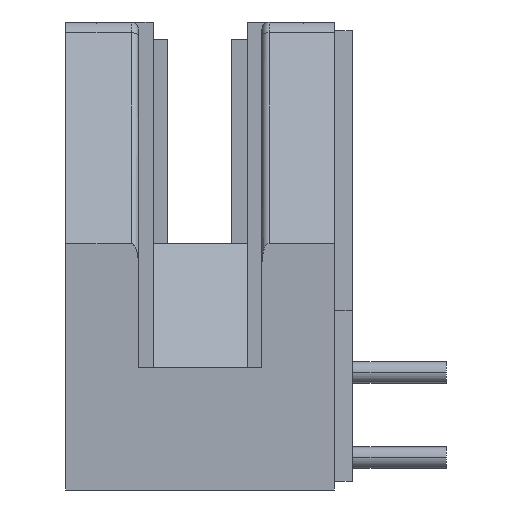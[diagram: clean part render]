
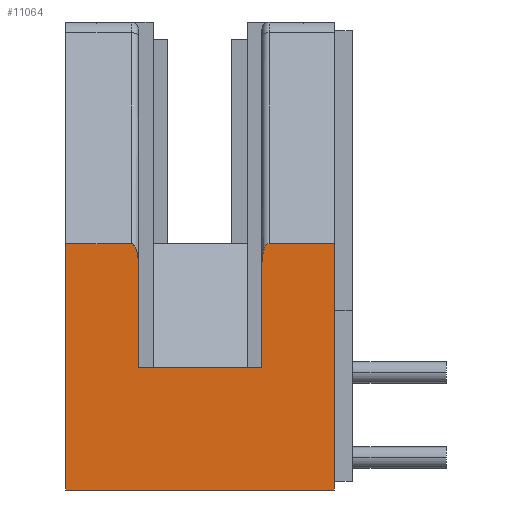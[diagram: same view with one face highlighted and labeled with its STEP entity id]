
A CAD part, left-side view. The second image highlights one B-rep face of the part: STEP entity #11064.
In plain terms, the highlighted planar face has unit normal (-1, 0, 0).
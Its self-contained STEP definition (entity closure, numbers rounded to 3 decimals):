
#203=DIRECTION('',(0.,0.,1.));
#204=VECTOR('',#203,7.341);
#205=CARTESIAN_POINT('',(-31.242,-4.001,-7.341));
#206=LINE('',#205,#204);
#1405=DIRECTION('',(0.,0.,1.));
#1406=VECTOR('',#1405,7.341);
#1407=CARTESIAN_POINT('',(-31.242,4.001,-7.341));
#1408=LINE('',#1407,#1406);
#3513=CARTESIAN_POINT('',(-31.242,1.842,-0.577));
#3514=CARTESIAN_POINT('',(-31.242,1.842,-0.511));
#3515=CARTESIAN_POINT('',(-31.242,1.85,-0.387));
#3516=CARTESIAN_POINT('',(-31.242,1.883,-0.221));
#3517=CARTESIAN_POINT('',(-31.242,1.928,-0.102));
#3518=CARTESIAN_POINT('',(-31.242,1.986,-0.028));
#3519=CARTESIAN_POINT('',(-31.242,2.024,0.));
#3520=CARTESIAN_POINT('',(-31.242,2.057,0.));
#3522=DIRECTION('',(0.,0.,-1.));
#3523=VECTOR('',#3522,3.106);
#3524=CARTESIAN_POINT('',(-31.242,1.842,-0.577));
#3525=LINE('',#3524,#3523);
#3526=DIRECTION('',(0.,1.,0.));
#3527=VECTOR('',#3526,3.683);
#3528=CARTESIAN_POINT('',(-31.242,-1.842,-3.683));
#3529=LINE('',#3528,#3527);
#3530=DIRECTION('',(0.,0.,-1.));
#3531=VECTOR('',#3530,3.106);
#3532=CARTESIAN_POINT('',(-31.242,-1.842,-0.577));
#3533=LINE('',#3532,#3531);
#3534=CARTESIAN_POINT('',(-31.242,-2.057,0.));
#3535=CARTESIAN_POINT('',(-31.242,-2.024,0.));
#3536=CARTESIAN_POINT('',(-31.242,-1.986,-0.028));
#3537=CARTESIAN_POINT('',(-31.242,-1.928,-0.102));
#3538=CARTESIAN_POINT('',(-31.242,-1.883,-0.221));
#3539=CARTESIAN_POINT('',(-31.242,-1.85,-0.387));
#3540=CARTESIAN_POINT('',(-31.242,-1.842,-0.511));
#3541=CARTESIAN_POINT('',(-31.242,-1.842,-0.577));
#3543=DIRECTION('',(0.,1.,0.));
#3544=VECTOR('',#3543,8.001);
#3545=CARTESIAN_POINT('',(-31.242,-4.001,-7.341));
#3546=LINE('',#3545,#3544);
#3609=DIRECTION('',(0.,1.,0.));
#3610=VECTOR('',#3609,1.943);
#3611=CARTESIAN_POINT('',(-31.242,2.057,0.));
#3612=LINE('',#3611,#3610);
#3617=DIRECTION('',(0.,1.,0.));
#3618=VECTOR('',#3617,1.943);
#3619=CARTESIAN_POINT('',(-31.242,-4.001,0.));
#3620=LINE('',#3619,#3618);
#5094=CARTESIAN_POINT('',(-31.242,-4.001,-7.341));
#5095=CARTESIAN_POINT('',(-31.242,-4.001,0.));
#5096=VERTEX_POINT('',#5094);
#5097=VERTEX_POINT('',#5095);
#5110=CARTESIAN_POINT('',(-31.242,4.001,-7.341));
#5111=CARTESIAN_POINT('',(-31.242,4.001,0.));
#5112=VERTEX_POINT('',#5110);
#5113=VERTEX_POINT('',#5111);
#6334=CARTESIAN_POINT('',(-31.242,-1.842,-3.683));
#6335=CARTESIAN_POINT('',(-31.242,1.842,-3.683));
#6336=VERTEX_POINT('',#6334);
#6337=VERTEX_POINT('',#6335);
#6594=CARTESIAN_POINT('',(-31.242,1.842,-0.577));
#6596=VERTEX_POINT('',#6594);
#6598=VERTEX_POINT('',#3520);
#6605=VERTEX_POINT('',#3534);
#6606=VERTEX_POINT('',#3541);
#11043=CARTESIAN_POINT('',(-31.242,-4.001,-7.341));
#11044=DIRECTION('',(-1.,0.,0.));
#11045=DIRECTION('',(0.,0.,1.));
#11046=AXIS2_PLACEMENT_3D('',#11043,#11044,#11045);
#11047=PLANE('',#11046);
#11048=ORIENTED_EDGE('',*,*,#11034,.F.);
#11049=ORIENTED_EDGE('',*,*,#11023,.T.);
#11050=ORIENTED_EDGE('',*,*,#10430,.F.);
#11052=ORIENTED_EDGE('',*,*,#11051,.F.);
#11054=ORIENTED_EDGE('',*,*,#11053,.F.);
#11056=ORIENTED_EDGE('',*,*,#11055,.F.);
#11057=ORIENTED_EDGE('',*,*,#6720,.F.);
#11058=ORIENTED_EDGE('',*,*,#6955,.T.);
#11059=ORIENTED_EDGE('',*,*,#8600,.T.);
#11061=ORIENTED_EDGE('',*,*,#11060,.F.);
#11062=EDGE_LOOP('',(#11048,#11049,#11050,#11052,#11054,#11056,#11057,#11058,
#11059,#11061));
#11063=FACE_OUTER_BOUND('',#11062,.F.);
#3521=B_SPLINE_CURVE_WITH_KNOTS('',3,(#3513,#3514,#3515,#3516,#3517,#3518,#3519,
#3520),.UNSPECIFIED.,.F.,.F.,(4,1,1,1,1,4),(0.,0.25,0.5,0.75,0.875,
1.),.UNSPECIFIED.);
#3542=B_SPLINE_CURVE_WITH_KNOTS('',3,(#3534,#3535,#3536,#3537,#3538,#3539,#3540,
#3541),.UNSPECIFIED.,.F.,.F.,(4,1,1,1,1,4),(0.,0.125,0.25,0.5,0.75,
1.),.UNSPECIFIED.);
#6720=EDGE_CURVE('',#5096,#5097,#206,.T.);
#6955=EDGE_CURVE('',#5096,#5112,#3546,.T.);
#8600=EDGE_CURVE('',#5112,#5113,#1408,.T.);
#10430=EDGE_CURVE('',#6336,#6337,#3529,.T.);
#11023=EDGE_CURVE('',#6596,#6337,#3525,.T.);
#11034=EDGE_CURVE('',#6596,#6598,#3521,.T.);
#11051=EDGE_CURVE('',#6606,#6336,#3533,.T.);
#11053=EDGE_CURVE('',#6605,#6606,#3542,.T.);
#11055=EDGE_CURVE('',#5097,#6605,#3620,.T.);
#11060=EDGE_CURVE('',#6598,#5113,#3612,.T.);
#11064=ADVANCED_FACE('',(#11063),#11047,.T.);
